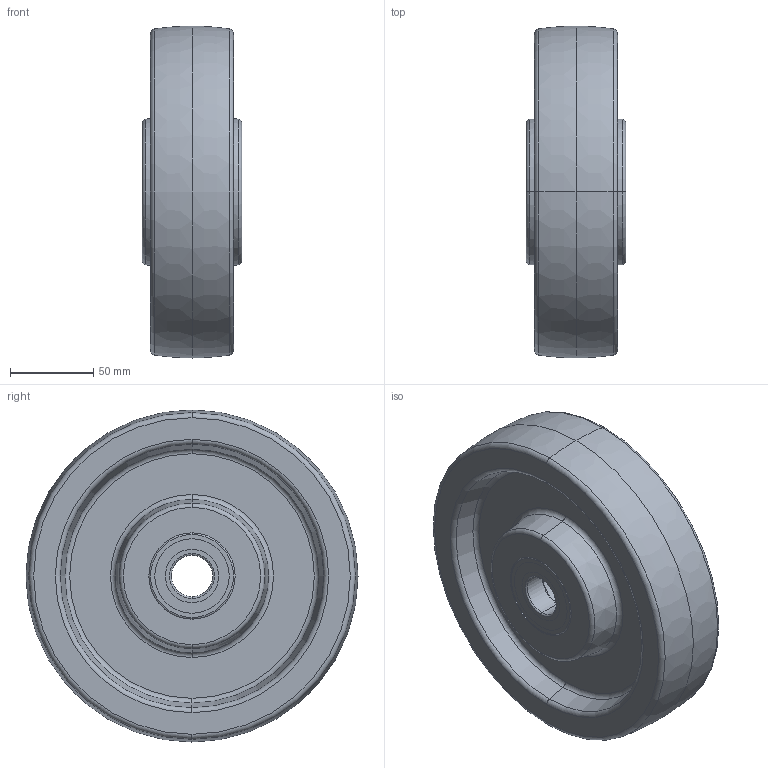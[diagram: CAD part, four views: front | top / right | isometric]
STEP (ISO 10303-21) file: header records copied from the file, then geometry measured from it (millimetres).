
FILE_DESCRIPTION (( 'STEP AP214' ), '1' );
FILE_NAME ('0022657.step', '2022-04-21T12:30:09', ( '' ), ( '' ), 'SwSTEP 2.0', 'SolidWorks 2020', '' );
FILE_SCHEMA (( 'AUTOMOTIVE_DESIGN' ));
Length unit declared in the file: millimetre
Products named in the file (1): 0022657
Bounding box: 60 x 200 x 200 mm (x, y, z)
Volume: 1138064.5 mm3; surface area: 148715.2 mm2
Topology: 11 solids, 11 shells, 162 faces, 324 edges, 194 vertices
Faces by surface type: cylinder 62, torus 60, plane 32, cone 8
Entity records: 6224 total; most frequent: DIRECTION 904, CARTESIAN_POINT 681, ORIENTED_EDGE 648, AXIS2_PLACEMENT_3D 417, EDGE_CURVE 324, CIRCLE 254, VERTEX_POINT 194, EDGE_LOOP 194
